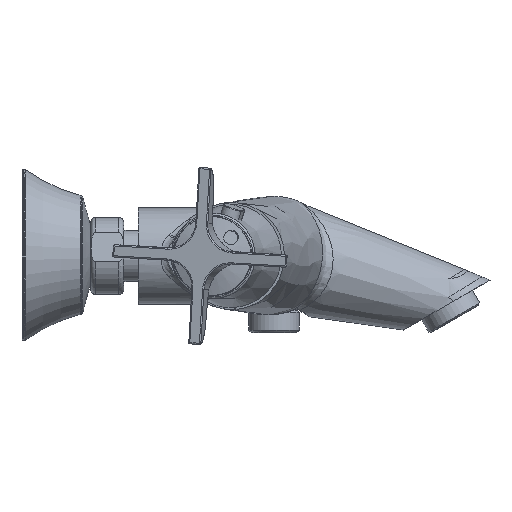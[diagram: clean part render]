
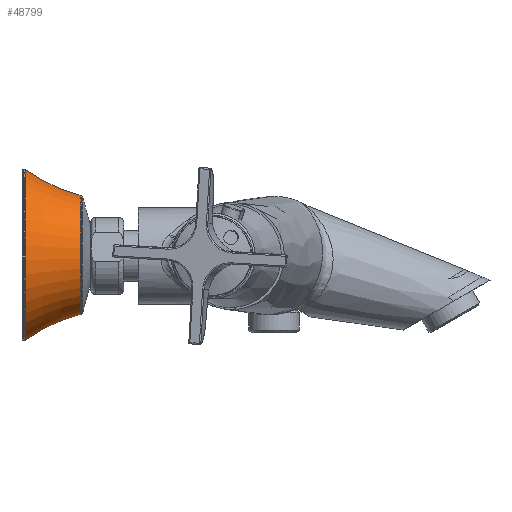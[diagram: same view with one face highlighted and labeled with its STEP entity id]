
A CAD part, left-side view. The second image highlights one B-rep face of the part: STEP entity #48799.
In plain terms, the highlighted toroidal (fillet/blend) face has major radius 92.341 mm and minor radius 70.5 mm.
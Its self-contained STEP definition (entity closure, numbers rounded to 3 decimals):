
#3533 = CIRCLE ( 'NONE', #10799, 24.172 ) ;
#4670 = EDGE_LOOP ( 'NONE', ( #8862 ) ) ;
#8862 = ORIENTED_EDGE ( 'NONE', *, *, #12917, .T. ) ;
#10799 = AXIS2_PLACEMENT_3D ( 'NONE', #43103, #35781, #16293 ) ;
#12917 = EDGE_CURVE ( 'NONE', #34678, #34678, #3533, .T. ) ;
#14885 = DIRECTION ( 'NONE',  ( 0., -1., 0. ) ) ;
#16293 = DIRECTION ( 'NONE',  ( -0.916, 0., -0.401 ) ) ;
#18664 = CARTESIAN_POINT ( 'NONE',  ( -150.176, 134.712, 3.475 ) ) ;
#19244 = CARTESIAN_POINT ( 'NONE',  ( -172.324, 111.934, -6.207 ) ) ;
#21304 = AXIS2_PLACEMENT_3D ( 'NONE', #18664, #14885, #31064 ) ;
#23066 = TOROIDAL_SURFACE ( 'NONE', #34370, 92.341, 70.5 ) ;
#24086 = EDGE_LOOP ( 'NONE', ( #48587 ) ) ;
#25341 = CIRCLE ( 'NONE', #21304, 34.816 ) ;
#26930 = FACE_OUTER_BOUND ( 'NONE', #24086, .T. ) ;
#28801 = CARTESIAN_POINT ( 'NONE',  ( -182.077, 134.712, -10.47 ) ) ;
#31064 = DIRECTION ( 'NONE',  ( -0.916, 0., -0.401 ) ) ;
#34014 = DIRECTION ( 'NONE',  ( 0.916, 0., 0.401 ) ) ;
#34370 = AXIS2_PLACEMENT_3D ( 'NONE', #49688, #42113, #34014 ) ;
#34678 = VERTEX_POINT ( 'NONE', #19244 ) ;
#35781 = DIRECTION ( 'NONE',  ( 0., 1., 0. ) ) ;
#36631 = EDGE_CURVE ( 'NONE', #41175, #41175, #25341, .T. ) ;
#41175 = VERTEX_POINT ( 'NONE', #28801 ) ;
#42113 = DIRECTION ( 'NONE',  ( 0., 1., 0. ) ) ;
#42364 = FACE_OUTER_BOUND ( 'NONE', #4670, .T. ) ;
#43103 = CARTESIAN_POINT ( 'NONE',  ( -150.176, 111.934, 3.475 ) ) ;
#48587 = ORIENTED_EDGE ( 'NONE', *, *, #36631, .T. ) ;
#48799 = ADVANCED_FACE ( 'NONE', ( #26930, #42364 ), #23066, .F. ) ;
#49688 = CARTESIAN_POINT ( 'NONE',  ( -150.176, 93.954, 3.475 ) ) ;
